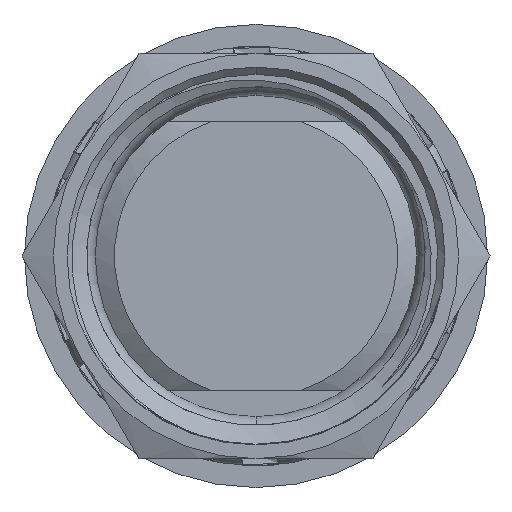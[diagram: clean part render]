
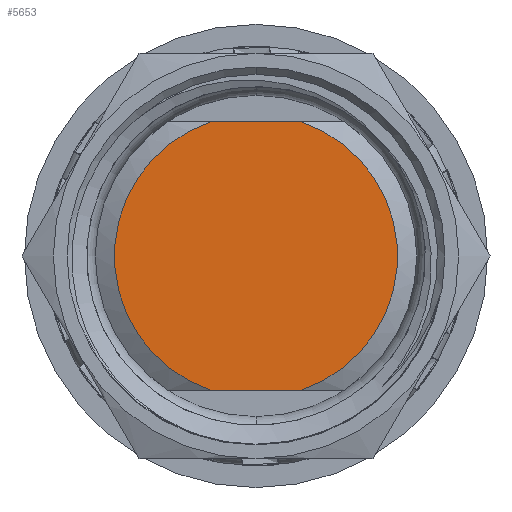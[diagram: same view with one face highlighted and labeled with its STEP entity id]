
A CAD part, left-side view. The second image highlights one B-rep face of the part: STEP entity #5653.
In plain terms, the highlighted planar face has unit normal (-1, 0, 0).
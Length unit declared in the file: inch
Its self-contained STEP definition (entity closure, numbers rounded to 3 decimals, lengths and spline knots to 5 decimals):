
#8 = VERTEX_POINT ( 'NONE', #771 ) ;
#274 = PLANE ( 'NONE',  #2190 ) ;
#290 = ORIENTED_EDGE ( 'NONE', *, *, #4508, .T. ) ;
#314 = DIRECTION ( 'NONE',  ( 0., 0., 1. ) ) ;
#515 = AXIS2_PLACEMENT_3D ( 'NONE', #922, #6594, #314 ) ;
#663 = ORIENTED_EDGE ( 'NONE', *, *, #6804, .T. ) ;
#717 = LINE ( 'NONE', #1884, #2095 ) ;
#771 = CARTESIAN_POINT ( 'NONE',  ( -0.85, 0.0613, -0.1825 ) ) ;
#922 = CARTESIAN_POINT ( 'NONE',  ( -0.85, 0., 0. ) ) ;
#927 = EDGE_CURVE ( 'NONE', #3623, #3503, #717, .T. ) ;
#966 = CIRCLE ( 'NONE', #6885, 0.19252 ) ;
#1328 = VECTOR ( 'NONE', #7422, 39.37008 ) ;
#1772 = DIRECTION ( 'NONE',  ( 0., -1., 0. ) ) ;
#1776 = CARTESIAN_POINT ( 'NONE',  ( -0.85, 0.0613, 0.1825 ) ) ;
#1792 = ORIENTED_EDGE ( 'NONE', *, *, #927, .F. ) ;
#1884 = CARTESIAN_POINT ( 'NONE',  ( -0.85, -0.12015, 0.1825 ) ) ;
#2095 = VECTOR ( 'NONE', #1772, 39.37008 ) ;
#2190 = AXIS2_PLACEMENT_3D ( 'NONE', #4875, #6046, #6013 ) ;
#2325 = CARTESIAN_POINT ( 'NONE',  ( -0.85, -0.0613, -0.1825 ) ) ;
#3011 = DIRECTION ( 'NONE',  ( -1., 0., 0. ) ) ;
#3394 = LINE ( 'NONE', #7276, #1328 ) ;
#3503 = VERTEX_POINT ( 'NONE', #6204 ) ;
#3541 = CARTESIAN_POINT ( 'NONE',  ( -0.85, 0., 0. ) ) ;
#3623 = VERTEX_POINT ( 'NONE', #1776 ) ;
#4401 = EDGE_CURVE ( 'NONE', #4473, #8, #3394, .T. ) ;
#4473 = VERTEX_POINT ( 'NONE', #2325 ) ;
#4508 = EDGE_CURVE ( 'NONE', #4473, #3503, #966, .T. ) ;
#4875 = CARTESIAN_POINT ( 'NONE',  ( -0.85, 0., 0. ) ) ;
#5557 = EDGE_LOOP ( 'NONE', ( #290, #1792, #663, #6444 ) ) ;
#5653 = ADVANCED_FACE ( 'NONE', ( #7189 ), #274, .F. ) ;
#6013 = DIRECTION ( 'NONE',  ( 0., 0., -1. ) ) ;
#6046 = DIRECTION ( 'NONE',  ( 1., 0., 0. ) ) ;
#6204 = CARTESIAN_POINT ( 'NONE',  ( -0.85, -0.0613, 0.1825 ) ) ;
#6330 = DIRECTION ( 'NONE',  ( 0., 0., 1. ) ) ;
#6444 = ORIENTED_EDGE ( 'NONE', *, *, #4401, .F. ) ;
#6594 = DIRECTION ( 'NONE',  ( -1., 0., 0. ) ) ;
#6804 = EDGE_CURVE ( 'NONE', #3623, #8, #7035, .T. ) ;
#6885 = AXIS2_PLACEMENT_3D ( 'NONE', #3541, #3011, #6330 ) ;
#7035 = CIRCLE ( 'NONE', #515, 0.19252 ) ;
#7189 = FACE_OUTER_BOUND ( 'NONE', #5557, .T. ) ;
#7276 = CARTESIAN_POINT ( 'NONE',  ( -0.85, 0.12015, -0.1825 ) ) ;
#7422 = DIRECTION ( 'NONE',  ( 0., 1., 0. ) ) ;
